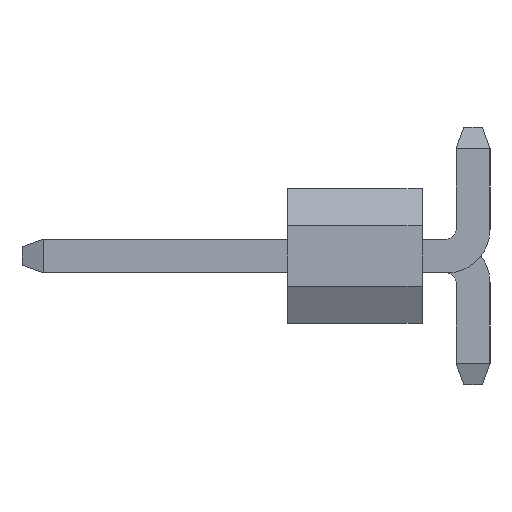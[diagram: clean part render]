
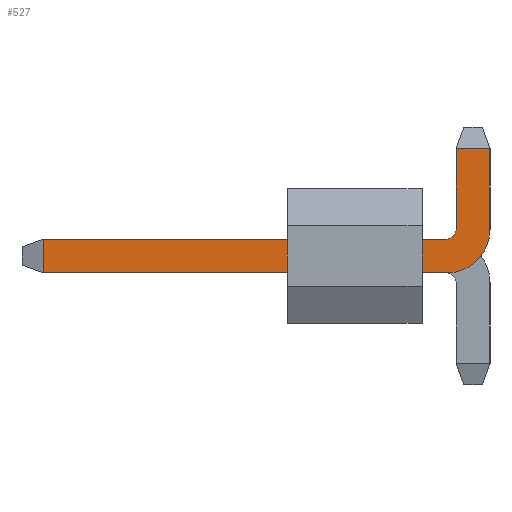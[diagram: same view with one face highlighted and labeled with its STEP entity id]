
A CAD part, left-side view. The second image highlights one B-rep face of the part: STEP entity #527.
In plain terms, the highlighted face is planar.
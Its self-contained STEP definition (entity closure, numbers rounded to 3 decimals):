
#51=CIRCLE('',#568,0.82);
#54=CIRCLE('',#572,0.18);
#63=FACE_OUTER_BOUND('',#91,.T.);
#91=EDGE_LOOP('',(#365,#366,#367,#368,#369,#370,#371,#372));
#113=LINE('',#757,#173);
#119=LINE('',#770,#179);
#128=LINE('',#794,#188);
#129=LINE('',#797,#189);
#130=LINE('',#798,#190);
#131=LINE('',#799,#191);
#173=VECTOR('',#612,1000.);
#179=VECTOR('',#620,1000.);
#188=VECTOR('',#645,1000.);
#189=VECTOR('',#648,1000.);
#190=VECTOR('',#649,1000.);
#191=VECTOR('',#650,1000.);
#233=VERTEX_POINT('',#755);
#234=VERTEX_POINT('',#756);
#239=VERTEX_POINT('',#767);
#240=VERTEX_POINT('',#769);
#242=VERTEX_POINT('',#774);
#243=VERTEX_POINT('',#779);
#247=VERTEX_POINT('',#792);
#248=VERTEX_POINT('',#796);
#273=EDGE_CURVE('',#233,#234,#113,.T.);
#279=EDGE_CURVE('',#240,#239,#119,.T.);
#282=EDGE_CURVE('',#242,#233,#51,.T.);
#286=EDGE_CURVE('',#243,#240,#54,.T.);
#292=EDGE_CURVE('',#242,#247,#128,.T.);
#293=EDGE_CURVE('',#247,#248,#129,.T.);
#294=EDGE_CURVE('',#243,#248,#130,.T.);
#295=EDGE_CURVE('',#239,#234,#131,.T.);
#365=ORIENTED_EDGE('',*,*,#292,.T.);
#366=ORIENTED_EDGE('',*,*,#293,.T.);
#367=ORIENTED_EDGE('',*,*,#294,.F.);
#368=ORIENTED_EDGE('',*,*,#286,.T.);
#369=ORIENTED_EDGE('',*,*,#279,.T.);
#370=ORIENTED_EDGE('',*,*,#295,.T.);
#371=ORIENTED_EDGE('',*,*,#273,.F.);
#372=ORIENTED_EDGE('',*,*,#282,.F.);
#469=PLANE('',#575);
#527=ADVANCED_FACE('',(#63),#469,.F.);
#568=AXIS2_PLACEMENT_3D('',#776,#625,#626);
#572=AXIS2_PLACEMENT_3D('',#783,#634,#635);
#575=AXIS2_PLACEMENT_3D('',#795,#646,#647);
#612=DIRECTION('',(0.,1.,0.));
#620=DIRECTION('',(0.,1.,0.));
#625=DIRECTION('center_axis',(-1.,0.,0.));
#626=DIRECTION('ref_axis',(0.,0.,1.));
#634=DIRECTION('center_axis',(-1.,0.,0.));
#635=DIRECTION('ref_axis',(0.,0.,1.));
#645=DIRECTION('',(0.,0.,-1.));
#646=DIRECTION('center_axis',(-1.,0.,0.));
#647=DIRECTION('ref_axis',(0.,-1.,0.));
#648=DIRECTION('',(0.,1.,0.));
#649=DIRECTION('',(0.,0.,-1.));
#650=DIRECTION('',(0.,0.,1.));
#755=CARTESIAN_POINT('',(0.32,-4.86,2.744));
#756=CARTESIAN_POINT('',(0.32,2.74,2.744));
#757=CARTESIAN_POINT('',(0.32,-4.86,2.744));
#767=CARTESIAN_POINT('',(0.32,2.74,2.104));
#769=CARTESIAN_POINT('',(0.32,-4.86,2.104));
#770=CARTESIAN_POINT('',(0.32,-4.86,2.104));
#774=CARTESIAN_POINT('',(0.32,-5.68,1.924));
#776=CARTESIAN_POINT('Origin',(0.32,-4.86,1.924));
#779=CARTESIAN_POINT('',(0.32,-5.04,1.924));
#783=CARTESIAN_POINT('Origin',(0.32,-4.86,1.924));
#792=CARTESIAN_POINT('',(0.32,-5.68,0.4));
#794=CARTESIAN_POINT('',(0.32,-5.68,1.924));
#795=CARTESIAN_POINT('Origin',(0.32,-5.04,1.924));
#796=CARTESIAN_POINT('',(0.32,-5.04,0.4));
#797=CARTESIAN_POINT('',(0.32,-5.04,0.4));
#798=CARTESIAN_POINT('',(0.32,-5.04,1.924));
#799=CARTESIAN_POINT('',(0.32,2.74,1.924));
